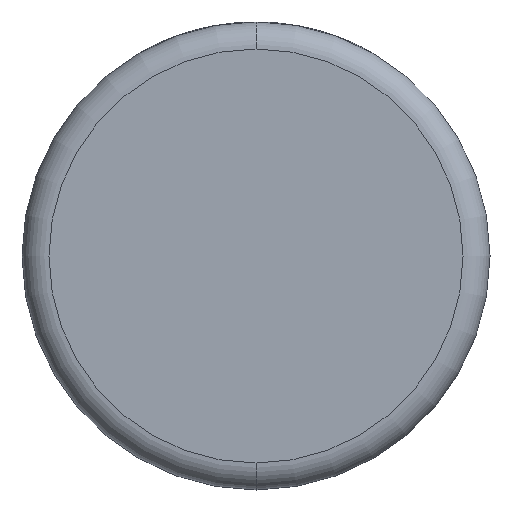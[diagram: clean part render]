
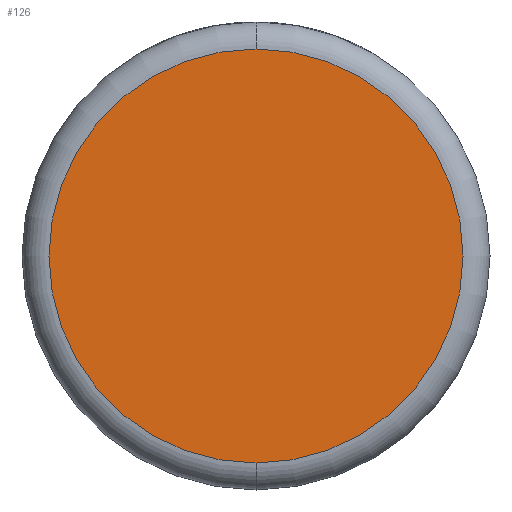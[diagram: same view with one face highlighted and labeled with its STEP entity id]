
A CAD part, front view. The second image highlights one B-rep face of the part: STEP entity #126.
In plain terms, the highlighted planar face has unit normal (0, -1, 0).
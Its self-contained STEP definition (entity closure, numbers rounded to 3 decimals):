
#126=ADVANCED_FACE('',(#288),#289,.F.);
#288=FACE_OUTER_BOUND('',#506,.T.);
#289=PLANE('',#507);
#506=EDGE_LOOP('',(#1304,#1305));
#507=AXIS2_PLACEMENT_3D('',#1306,#1307,#1308);
#1304=ORIENTED_EDGE('',*,*,#1836,.T.);
#1305=ORIENTED_EDGE('',*,*,#1689,.T.);
#1306=CARTESIAN_POINT('',(0.0,0.0,0.0));
#1307=DIRECTION('',(-0.0,1.0,0.0));
#1308=DIRECTION('',(1.0,0.0,0.0));
#1689=EDGE_CURVE('',#2024,#2025,#2026,.T.);
#1836=EDGE_CURVE('',#2025,#2024,#2278,.T.);
#2024=VERTEX_POINT('',#2560);
#2025=VERTEX_POINT('',#2561);
#2026=CIRCLE('',#2562,13.714);
#2278=CIRCLE('',#2972,13.714);
#2560=CARTESIAN_POINT('',(0.,0.0,-13.714));
#2561=CARTESIAN_POINT('',(0.0,0.0,13.714));
#2562=AXIS2_PLACEMENT_3D('',#3314,#3315,#3316);
#2972=AXIS2_PLACEMENT_3D('',#3517,#3518,#3519);
#3314=CARTESIAN_POINT('',(0.0,0.0,0.0));
#3315=DIRECTION('',(0.0,-1.0,0.0));
#3316=DIRECTION('',(0.0,0.0,1.0));
#3517=CARTESIAN_POINT('',(0.0,0.0,0.0));
#3518=DIRECTION('',(0.0,-1.0,0.0));
#3519=DIRECTION('',(0.0,0.0,1.0));
